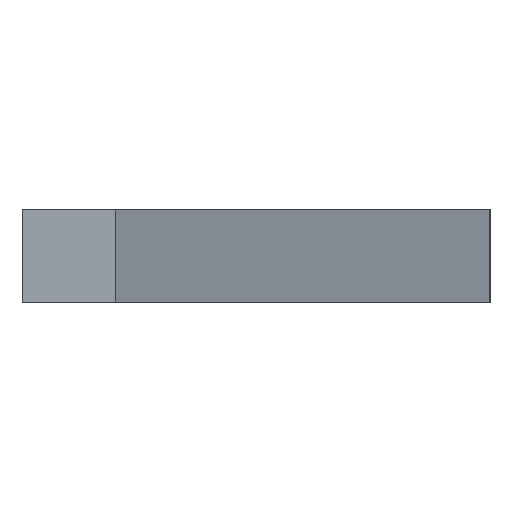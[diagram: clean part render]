
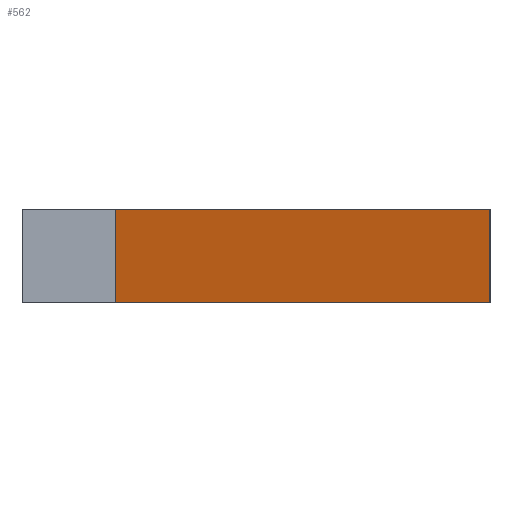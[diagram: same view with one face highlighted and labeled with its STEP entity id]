
A CAD part, left-side view. The second image highlights one B-rep face of the part: STEP entity #562.
In plain terms, the highlighted planar face has unit normal (-0.388, -0.922, 0).
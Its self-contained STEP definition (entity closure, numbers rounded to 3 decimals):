
#363=CARTESIAN_POINT('Vertex',(-76.,0.,0.)) ;
#366=CARTESIAN_POINT('Line Origine',(-104.5,12.,0.)) ;
#370=CARTESIAN_POINT('Vertex',(-133.,24.,0.)) ;
#450=CARTESIAN_POINT('Vertex',(-133.,24.,6.)) ;
#453=CARTESIAN_POINT('Line Origine',(-104.5,12.,6.)) ;
#457=CARTESIAN_POINT('Vertex',(-76.,0.,6.)) ;
#534=CARTESIAN_POINT('Line Origine',(-76.,0.,3.)) ;
#546=CARTESIAN_POINT('Axis2P3D Location',(-76.,0.,0.)) ;
#551=CARTESIAN_POINT('Line Origine',(-133.,24.,3.)) ;
#368=VECTOR('Line Direction',#367,1.) ;
#455=VECTOR('Line Direction',#454,1.) ;
#536=VECTOR('Line Direction',#535,1.) ;
#553=VECTOR('Line Direction',#552,1.) ;
#367=DIRECTION('Vector Direction',(-0.922,0.388,0.)) ;
#454=DIRECTION('Vector Direction',(-0.922,0.388,0.)) ;
#535=DIRECTION('Vector Direction',(0.,0.,1.)) ;
#547=DIRECTION('Axis2P3D Direction',(0.388,0.922,-0.)) ;
#548=DIRECTION('Axis2P3D XDirection',(-0.922,0.388,0.)) ;
#552=DIRECTION('Vector Direction',(0.,0.,1.)) ;
#549=AXIS2_PLACEMENT_3D('Plane Axis2P3D',#546,#547,#548) ;
#369=LINE('Line',#366,#368) ;
#456=LINE('Line',#453,#455) ;
#537=LINE('Line',#534,#536) ;
#554=LINE('Line',#551,#553) ;
#550=PLANE('',#549) ;
#372=EDGE_CURVE('',#364,#371,#369,.T.) ;
#459=EDGE_CURVE('',#458,#451,#456,.T.) ;
#538=EDGE_CURVE('',#364,#458,#537,.T.) ;
#555=EDGE_CURVE('',#371,#451,#554,.T.) ;
#557=ORIENTED_EDGE('',*,*,#459,.T.) ;
#558=ORIENTED_EDGE('',*,*,#555,.F.) ;
#559=ORIENTED_EDGE('',*,*,#372,.F.) ;
#560=ORIENTED_EDGE('',*,*,#538,.T.) ;
#556=EDGE_LOOP('',(#557,#558,#559,#560)) ;
#364=VERTEX_POINT('',#363) ;
#371=VERTEX_POINT('',#370) ;
#451=VERTEX_POINT('',#450) ;
#458=VERTEX_POINT('',#457) ;
#562=ADVANCED_FACE('PartBody',(#561),#550,.F.) ;
#561=FACE_OUTER_BOUND('',#556,.T.) ;
